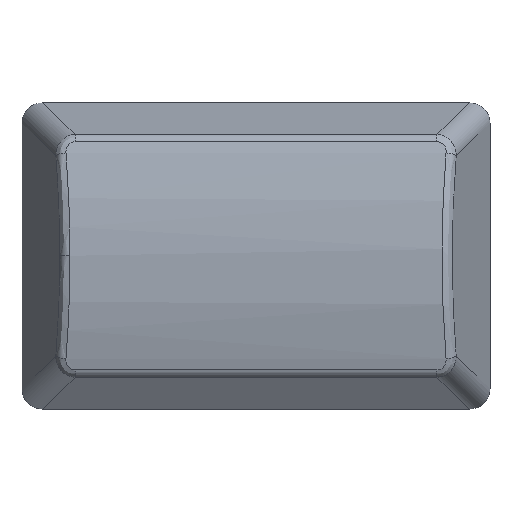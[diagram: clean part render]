
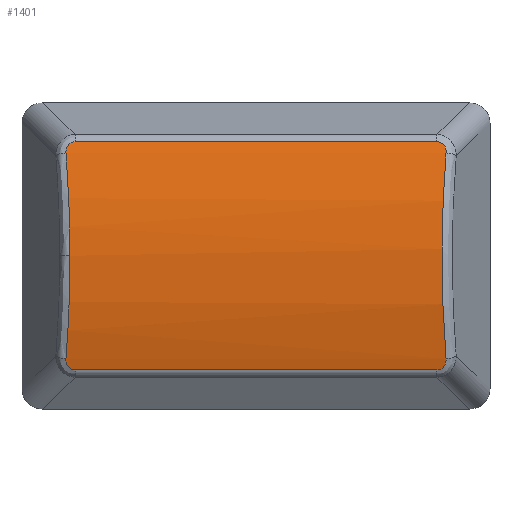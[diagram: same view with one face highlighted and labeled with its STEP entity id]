
A CAD part, top view. The second image highlights one B-rep face of the part: STEP entity #1401.
In plain terms, the highlighted cylindrical face has radius 25.296 mm (diameter 50.591 mm), a partial arc.
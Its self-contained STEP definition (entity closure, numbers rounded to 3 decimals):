
#1267=CARTESIAN_POINT('',(-749.764,124.3,-18.096));
#1268=DIRECTION('',(1.,0.,0.));
#1269=DIRECTION('',(0.,0.,-1.));
#1270=AXIS2_PLACEMENT_3D('',#1267,#1268,#1269);
#1271=CYLINDRICAL_SURFACE('',#1270,25.296);
#1272=CARTESIAN_POINT('',(29.687,131.014,6.293));
#1273=VERTEX_POINT('',#1272);
#1274=CARTESIAN_POINT('',(8.413,131.014,6.293));
#1275=VERTEX_POINT('',#1274);
#1276=CARTESIAN_POINT('',(29.687,131.014,6.293));
#1277=DIRECTION('',(-1.,-0.,-0.));
#1278=VECTOR('',#1277,21.273);
#1279=LINE('',#1276,#1278);
#1280=EDGE_CURVE('',#1273,#1275,#1279,.T.);
#1281=ORIENTED_EDGE('',*,*,#1280,.T.);
#1282=CARTESIAN_POINT('',(7.873,130.35,6.466));
#1283=VERTEX_POINT('',#1282);
#1284=CARTESIAN_POINT('',(8.413,131.014,6.293));
#1285=CARTESIAN_POINT('',(8.331,131.014,6.293));
#1286=CARTESIAN_POINT('',(8.25,130.996,6.298));
#1287=CARTESIAN_POINT('',(8.178,130.96,6.307));
#1288=CARTESIAN_POINT('',(8.141,130.942,6.312));
#1289=CARTESIAN_POINT('',(8.107,130.92,6.318));
#1290=CARTESIAN_POINT('',(8.076,130.894,6.325));
#1291=CARTESIAN_POINT('',(8.045,130.868,6.332));
#1292=CARTESIAN_POINT('',(8.018,130.839,6.34));
#1293=CARTESIAN_POINT('',(7.993,130.807,6.349));
#1294=CARTESIAN_POINT('',(7.945,130.743,6.366));
#1295=CARTESIAN_POINT('',(7.911,130.668,6.385));
#1296=CARTESIAN_POINT('',(7.891,130.59,6.406));
#1297=CARTESIAN_POINT('',(7.872,130.511,6.426));
#1298=CARTESIAN_POINT('',(7.866,130.431,6.446));
#1299=CARTESIAN_POINT('',(7.873,130.35,6.466));
#1300=B_SPLINE_CURVE_WITH_KNOTS('',3,(#1284,#1285,#1286,#1287,#1288,#1289,#1290,#1291,#1292,#1293,#1294,#1295,#1296,#1297,#1298,#1299),.UNSPECIFIED.,.F.,.F.,(4,3,3,3,3,4),(0.,0.,0.,0.,0.001,0.001),.UNSPECIFIED.);
#1301=EDGE_CURVE('',#1275,#1283,#1300,.T.);
#1302=ORIENTED_EDGE('',*,*,#1301,.T.);
#1303=CARTESIAN_POINT('',(8.108,124.3,7.2));
#1304=VERTEX_POINT('',#1303);
#1305=CARTESIAN_POINT('',(-0.007,124.3,-18.096));
#1306=DIRECTION('',(0.952,-0.,-0.305));
#1307=DIRECTION('',(0.305,0.,0.952));
#1308=AXIS2_PLACEMENT_3D('',#1305,#1306,#1307);
#1309=ELLIPSE('',#1308,26.566,25.296);
#1310=EDGE_CURVE('',#1283,#1304,#1309,.T.);
#1311=ORIENTED_EDGE('',*,*,#1310,.T.);
#1312=CARTESIAN_POINT('',(7.873,118.25,6.466));
#1313=VERTEX_POINT('',#1312);
#1314=CARTESIAN_POINT('',(-0.007,124.3,-18.096));
#1315=DIRECTION('',(0.952,-0.,-0.305));
#1316=DIRECTION('',(0.305,0.,0.952));
#1317=AXIS2_PLACEMENT_3D('',#1314,#1315,#1316);
#1318=ELLIPSE('',#1317,26.566,25.296);
#1319=EDGE_CURVE('',#1304,#1313,#1318,.T.);
#1320=ORIENTED_EDGE('',*,*,#1319,.T.);
#1321=CARTESIAN_POINT('',(8.413,117.586,6.293));
#1322=VERTEX_POINT('',#1321);
#1323=CARTESIAN_POINT('',(7.873,118.25,6.466));
#1324=CARTESIAN_POINT('',(7.866,118.169,6.446));
#1325=CARTESIAN_POINT('',(7.872,118.089,6.426));
#1326=CARTESIAN_POINT('',(7.891,118.01,6.406));
#1327=CARTESIAN_POINT('',(7.911,117.932,6.385));
#1328=CARTESIAN_POINT('',(7.945,117.857,6.366));
#1329=CARTESIAN_POINT('',(7.993,117.793,6.349));
#1330=CARTESIAN_POINT('',(8.018,117.761,6.34));
#1331=CARTESIAN_POINT('',(8.045,117.732,6.332));
#1332=CARTESIAN_POINT('',(8.076,117.706,6.325));
#1333=CARTESIAN_POINT('',(8.107,117.68,6.318));
#1334=CARTESIAN_POINT('',(8.141,117.658,6.312));
#1335=CARTESIAN_POINT('',(8.178,117.64,6.307));
#1336=CARTESIAN_POINT('',(8.25,117.604,6.298));
#1337=CARTESIAN_POINT('',(8.331,117.586,6.293));
#1338=CARTESIAN_POINT('',(8.413,117.586,6.293));
#1339=B_SPLINE_CURVE_WITH_KNOTS('',3,(#1323,#1324,#1325,#1326,#1327,#1328,#1329,#1330,#1331,#1332,#1333,#1334,#1335,#1336,#1337,#1338),.UNSPECIFIED.,.F.,.F.,(4,3,3,3,3,4),(0.,0.,0.,0.001,0.001,0.001),.UNSPECIFIED.);
#1340=EDGE_CURVE('',#1313,#1322,#1339,.T.);
#1341=ORIENTED_EDGE('',*,*,#1340,.T.);
#1342=CARTESIAN_POINT('',(29.687,117.586,6.293));
#1343=VERTEX_POINT('',#1342);
#1344=CARTESIAN_POINT('',(8.413,117.586,6.293));
#1345=DIRECTION('',(1.,0.,0.));
#1346=VECTOR('',#1345,21.273);
#1347=LINE('',#1344,#1346);
#1348=EDGE_CURVE('',#1322,#1343,#1347,.T.);
#1349=ORIENTED_EDGE('',*,*,#1348,.T.);
#1350=CARTESIAN_POINT('',(30.227,118.25,6.466));
#1351=VERTEX_POINT('',#1350);
#1352=CARTESIAN_POINT('',(29.687,117.586,6.293));
#1353=CARTESIAN_POINT('',(29.728,117.586,6.293));
#1354=CARTESIAN_POINT('',(29.768,117.591,6.294));
#1355=CARTESIAN_POINT('',(29.807,117.599,6.296));
#1356=CARTESIAN_POINT('',(29.847,117.608,6.299));
#1357=CARTESIAN_POINT('',(29.886,117.622,6.303));
#1358=CARTESIAN_POINT('',(29.922,117.639,6.307));
#1359=CARTESIAN_POINT('',(29.994,117.675,6.317));
#1360=CARTESIAN_POINT('',(30.058,117.728,6.331));
#1361=CARTESIAN_POINT('',(30.106,117.792,6.349));
#1362=CARTESIAN_POINT('',(30.155,117.857,6.366));
#1363=CARTESIAN_POINT('',(30.189,117.931,6.385));
#1364=CARTESIAN_POINT('',(30.208,118.01,6.405));
#1365=CARTESIAN_POINT('',(30.228,118.088,6.426));
#1366=CARTESIAN_POINT('',(30.234,118.169,6.446));
#1367=CARTESIAN_POINT('',(30.227,118.25,6.466));
#1368=B_SPLINE_CURVE_WITH_KNOTS('',3,(#1352,#1353,#1354,#1355,#1356,#1357,#1358,#1359,#1360,#1361,#1362,#1363,#1364,#1365,#1366,#1367),.UNSPECIFIED.,.F.,.F.,(4,3,3,3,3,4),(0.,0.,0.,0.,0.001,0.001),.UNSPECIFIED.);
#1369=EDGE_CURVE('',#1343,#1351,#1368,.T.);
#1370=ORIENTED_EDGE('',*,*,#1369,.T.);
#1371=CARTESIAN_POINT('',(30.227,130.35,6.466));
#1372=VERTEX_POINT('',#1371);
#1373=CARTESIAN_POINT('',(38.107,124.3,-18.096));
#1374=DIRECTION('',(-0.952,-0.,-0.305));
#1375=DIRECTION('',(0.305,0.,-0.952));
#1376=AXIS2_PLACEMENT_3D('',#1373,#1374,#1375);
#1377=ELLIPSE('',#1376,26.566,25.296);
#1378=EDGE_CURVE('',#1351,#1372,#1377,.T.);
#1379=ORIENTED_EDGE('',*,*,#1378,.T.);
#1380=CARTESIAN_POINT('',(30.227,130.35,6.466));
#1381=CARTESIAN_POINT('',(30.234,130.431,6.446));
#1382=CARTESIAN_POINT('',(30.228,130.512,6.426));
#1383=CARTESIAN_POINT('',(30.208,130.59,6.405));
#1384=CARTESIAN_POINT('',(30.189,130.669,6.385));
#1385=CARTESIAN_POINT('',(30.155,130.743,6.366));
#1386=CARTESIAN_POINT('',(30.106,130.808,6.349));
#1387=CARTESIAN_POINT('',(30.058,130.872,6.331));
#1388=CARTESIAN_POINT('',(29.994,130.925,6.317));
#1389=CARTESIAN_POINT('',(29.922,130.961,6.307));
#1390=CARTESIAN_POINT('',(29.886,130.978,6.303));
#1391=CARTESIAN_POINT('',(29.847,130.992,6.299));
#1392=CARTESIAN_POINT('',(29.807,131.001,6.296));
#1393=CARTESIAN_POINT('',(29.768,131.009,6.294));
#1394=CARTESIAN_POINT('',(29.728,131.014,6.293));
#1395=CARTESIAN_POINT('',(29.687,131.014,6.293));
#1396=B_SPLINE_CURVE_WITH_KNOTS('',3,(#1380,#1381,#1382,#1383,#1384,#1385,#1386,#1387,#1388,#1389,#1390,#1391,#1392,#1393,#1394,#1395),.UNSPECIFIED.,.F.,.F.,(4,3,3,3,3,4),(0.,0.,0.,0.001,0.001,0.001),.UNSPECIFIED.);
#1397=EDGE_CURVE('',#1372,#1273,#1396,.T.);
#1398=ORIENTED_EDGE('',*,*,#1397,.T.);
#1399=EDGE_LOOP('',(#1281,#1302,#1311,#1320,#1341,#1349,#1370,#1379,#1398));
#1400=FACE_BOUND('',#1399,.T.);
#1401=ADVANCED_FACE('',(#1400),#1271,.T.);
